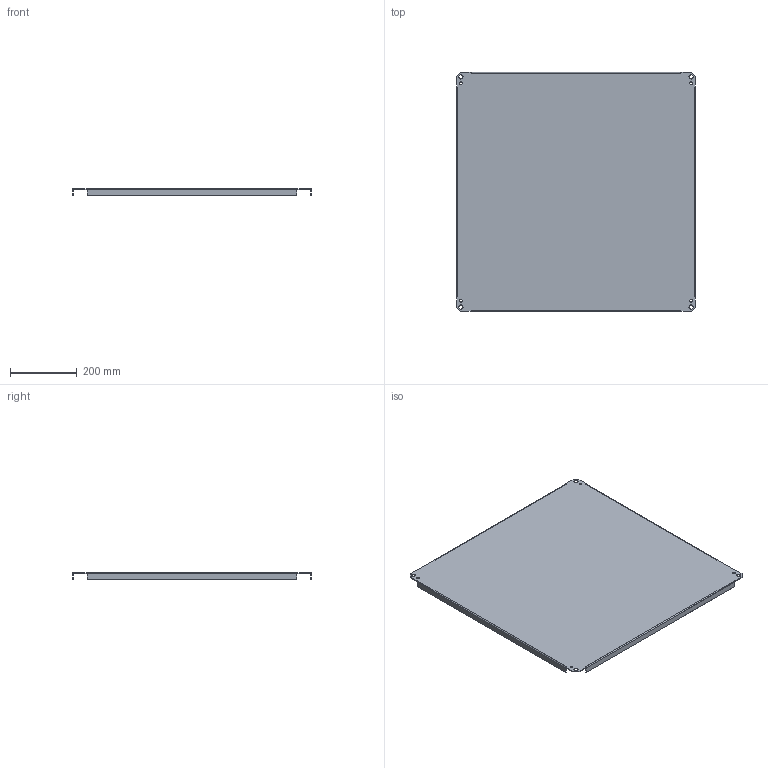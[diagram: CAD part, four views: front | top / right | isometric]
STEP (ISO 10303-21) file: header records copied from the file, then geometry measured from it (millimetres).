
FILE_DESCRIPTION(/* description */ ('PERFORATED PANEL,ULTIMATE,CS,28.2 X 28.2'),/* implementation_level */ '2;1');
FILE_NAME(/* name */ 'NP3030CPP.stp',/* time_stamp */ '2017-02-20T15:20:49+06:00',/* author */ ('rsundaram2'),/* organization */ (''),/* preprocessor_version */ 'ST-DEVELOPER v16.1',/* originating_system */ 'Autodesk Inventor 2016',/* authorisation */ '');
FILE_SCHEMA (('AUTOMOTIVE_DESIGN { 1 0 10303 214 3 1 1 }'));
Length unit declared in the file: inch
Products named in the file (1): NP1212CPP-NP7236CPP
Bounding box: 716.28 x 716.28 x 19.66 mm (x, y, z)
Volume: 1318709.6 mm3; surface area: 1115369 mm2
Topology: 1 solids, 1 shells, 66 faces, 192 edges, 128 vertices
Faces by surface type: plane 50, cylinder 16
Full cylindrical faces by diameter (mm): 7.938 x4, 12.7 x4
Entity records: 2186 total; most frequent: CARTESIAN_POINT 379, ORIENTED_EDGE 368, DIRECTION 350, EDGE_CURVE 184, LINE 152, VECTOR 152, VERTEX_POINT 128, AXIS2_PLACEMENT_3D 99
